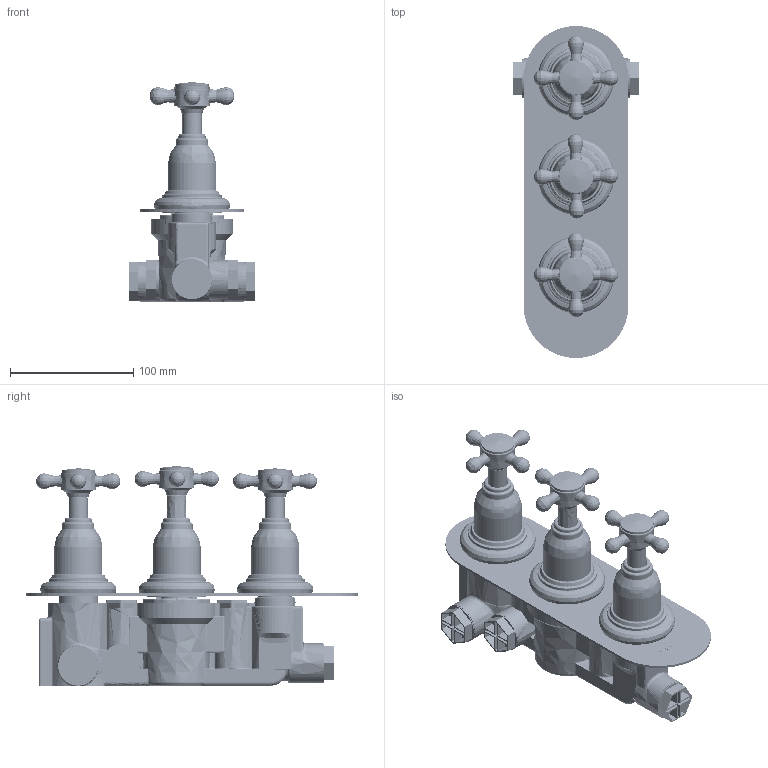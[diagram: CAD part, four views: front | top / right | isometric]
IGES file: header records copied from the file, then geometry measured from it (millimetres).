
Global section: file name: V203-TX; native system: Autodesk Inventor 2018; preprocessor: unknown; author: adaniels; date: 20171205.095229; units: millimetre
Bounding box: 103 x 269.84 x 178.79 mm (x, y, z)
Volume: 723038.1 mm3; surface area: 399532.8 mm2
Topology: 77 solids, 82 shells, 2945 faces, 7965 edges, 5348 vertices
Faces by surface type: bspline 2945
